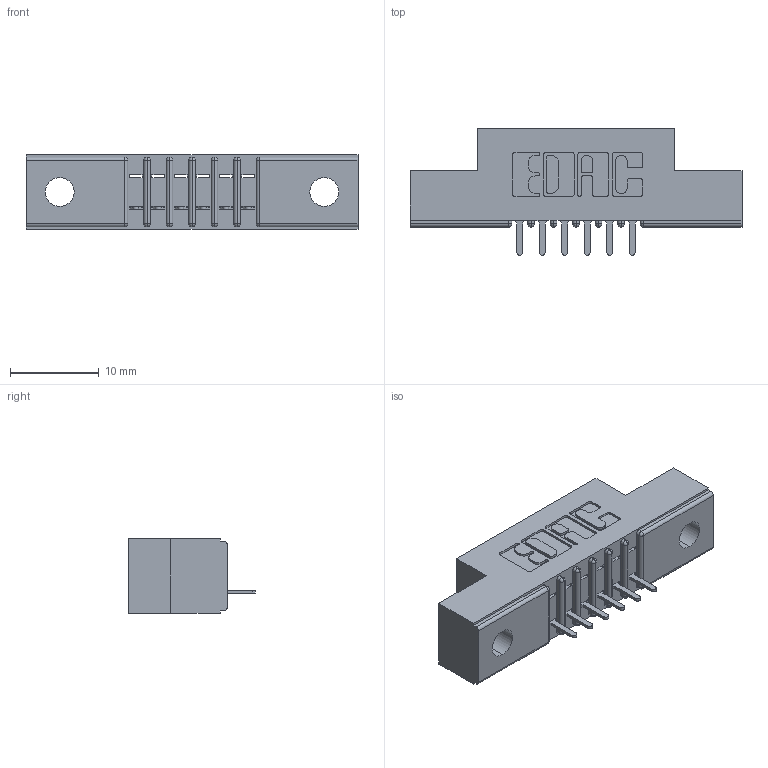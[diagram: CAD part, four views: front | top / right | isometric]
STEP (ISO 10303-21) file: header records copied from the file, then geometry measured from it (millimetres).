
FILE_DESCRIPTION (( 'STEP AP203' ), '1' );
FILE_NAME ('341-006-520-102.STEP', '2019-08-09T15:38:11', ( '' ), ( '' ), 'SwSTEP 2.0', 'SolidWorks 2016', '' );
FILE_SCHEMA (( 'CONFIG_CONTROL_DESIGN' ));
Length unit declared in the file: inch
Products named in the file (3): 341 Part_.128 (3.25) Dia Mounting Holes; 341-292-001_341-292-120; 341-006-520-102
Assembly tree (7 placements, depth 2):
  341-006-520-102
    341 Part_.128 (3.25) Dia Mounting Holes
    341-292-001_341-292-120  x6
Bounding box: 37.47 x 14.27 x 8.38 mm (x, y, z)
Volume: 2093.7 mm3; surface area: 2846 mm2
Topology: 7 solids, 7 shells, 608 faces, 1738 edges, 1118 vertices
Faces by surface type: plane 374, cylinder 210, sphere 14, torus 10
Entity records: 11867 total; most frequent: CARTESIAN_POINT 2000, ORIENTED_EDGE 1988, DIRECTION 1960, EDGE_CURVE 994, VECTOR 764, LINE 764, VERTEX_POINT 638, AXIS2_PLACEMENT_3D 598
